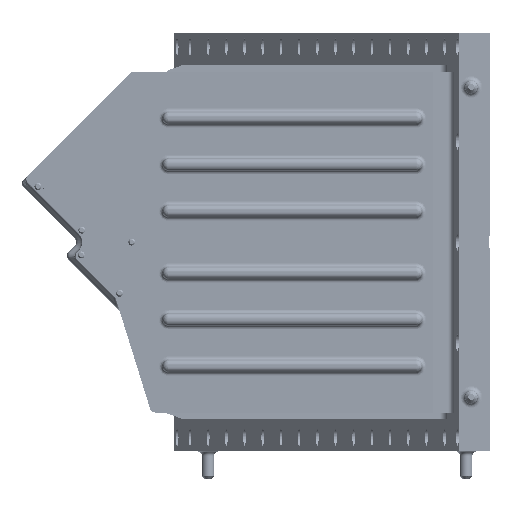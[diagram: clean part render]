
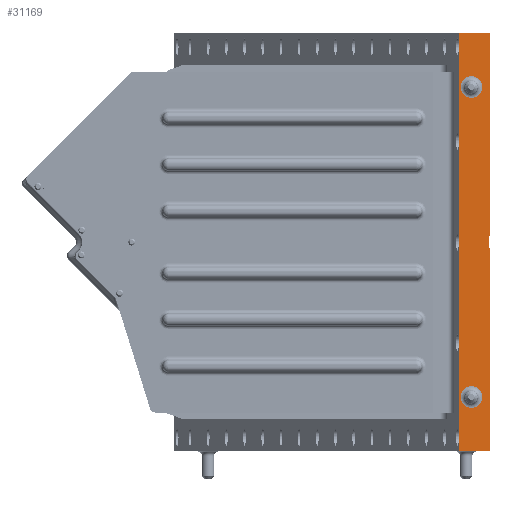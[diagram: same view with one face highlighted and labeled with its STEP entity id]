
A CAD part, front view. The second image highlights one B-rep face of the part: STEP entity #31169.
In plain terms, the highlighted planar face has unit normal (0, -1, 0).
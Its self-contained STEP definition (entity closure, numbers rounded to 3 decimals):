
#31074=AXIS2_PLACEMENT_3D('Plane Axis2P3D',#31071,#31072,#31073) ;
#31135=AXIS2_PLACEMENT_3D('Circle Axis2P3D',#31133,#31134,$) ;
#31144=AXIS2_PLACEMENT_3D('Circle Axis2P3D',#31142,#31143,$) ;
#31153=AXIS2_PLACEMENT_3D('Circle Axis2P3D',#31151,#31152,$) ;
#31162=AXIS2_PLACEMENT_3D('Circle Axis2P3D',#31160,#31161,$) ;
#8131=CARTESIAN_POINT('Line Origine',(250.477,-802.5,0.)) ;
#8135=CARTESIAN_POINT('Vertex',(250.477,-802.5,135.)) ;
#8137=CARTESIAN_POINT('Vertex',(250.477,-802.5,-135.)) ;
#31071=CARTESIAN_POINT('Axis2P3D Location',(250.477,-802.5,0.)) ;
#31076=CARTESIAN_POINT('Line Origine',(260.5,-802.5,135.)) ;
#31080=CARTESIAN_POINT('Vertex',(270.523,-802.5,135.)) ;
#31083=CARTESIAN_POINT('Line Origine',(260.5,-802.5,-135.)) ;
#31087=CARTESIAN_POINT('Vertex',(270.523,-802.5,-135.)) ;
#31090=CARTESIAN_POINT('Line Origine',(270.523,-802.5,-69.5)) ;
#31094=CARTESIAN_POINT('Vertex',(270.523,-802.5,-4.)) ;
#31097=CARTESIAN_POINT('Line Origine',(270.118,-802.5,-4.)) ;
#31101=CARTESIAN_POINT('Vertex',(269.713,-802.5,-4.)) ;
#31104=CARTESIAN_POINT('Line Origine',(269.713,-802.5,0.)) ;
#31108=CARTESIAN_POINT('Vertex',(269.713,-802.5,4.)) ;
#31111=CARTESIAN_POINT('Line Origine',(270.118,-802.5,4.)) ;
#31115=CARTESIAN_POINT('Vertex',(270.523,-802.5,4.)) ;
#31118=CARTESIAN_POINT('Line Origine',(270.523,-802.5,69.5)) ;
#31133=CARTESIAN_POINT('Axis2P3D Location',(258.523,-802.5,-100.)) ;
#31137=CARTESIAN_POINT('Vertex',(258.523,-802.5,-93.)) ;
#31139=CARTESIAN_POINT('Vertex',(258.523,-802.5,-107.)) ;
#31142=CARTESIAN_POINT('Axis2P3D Location',(258.523,-802.5,-100.)) ;
#31151=CARTESIAN_POINT('Axis2P3D Location',(258.523,-802.5,100.)) ;
#31155=CARTESIAN_POINT('Vertex',(258.523,-802.5,93.)) ;
#31157=CARTESIAN_POINT('Vertex',(258.523,-802.5,107.)) ;
#31160=CARTESIAN_POINT('Axis2P3D Location',(258.523,-802.5,100.)) ;
#8132=DIRECTION('Vector Direction',(0.,0.,1.)) ;
#31072=DIRECTION('Axis2P3D Direction',(0.,-1.,0.)) ;
#31073=DIRECTION('Axis2P3D XDirection',(1.,0.,0.)) ;
#31077=DIRECTION('Vector Direction',(1.,0.,0.)) ;
#31084=DIRECTION('Vector Direction',(1.,0.,0.)) ;
#31091=DIRECTION('Vector Direction',(0.,0.,-1.)) ;
#31098=DIRECTION('Vector Direction',(-1.,0.,0.)) ;
#31105=DIRECTION('Vector Direction',(0.,0.,1.)) ;
#31112=DIRECTION('Vector Direction',(-1.,0.,0.)) ;
#31119=DIRECTION('Vector Direction',(0.,0.,-1.)) ;
#31134=DIRECTION('Axis2P3D Direction',(0.,-1.,0.)) ;
#31143=DIRECTION('Axis2P3D Direction',(0.,-1.,0.)) ;
#31152=DIRECTION('Axis2P3D Direction',(0.,-1.,0.)) ;
#31161=DIRECTION('Axis2P3D Direction',(0.,-1.,0.)) ;
#8133=VECTOR('Line Direction',#8132,1.) ;
#31078=VECTOR('Line Direction',#31077,1.) ;
#31085=VECTOR('Line Direction',#31084,1.) ;
#31092=VECTOR('Line Direction',#31091,1.) ;
#31099=VECTOR('Line Direction',#31098,1.) ;
#31106=VECTOR('Line Direction',#31105,1.) ;
#31113=VECTOR('Line Direction',#31112,1.) ;
#31120=VECTOR('Line Direction',#31119,1.) ;
#31124=ORIENTED_EDGE('',*,*,#31082,.F.) ;
#31125=ORIENTED_EDGE('',*,*,#8139,.T.) ;
#31126=ORIENTED_EDGE('',*,*,#31089,.T.) ;
#31127=ORIENTED_EDGE('',*,*,#31096,.T.) ;
#31128=ORIENTED_EDGE('',*,*,#31103,.T.) ;
#31129=ORIENTED_EDGE('',*,*,#31110,.F.) ;
#31130=ORIENTED_EDGE('',*,*,#31117,.F.) ;
#31131=ORIENTED_EDGE('',*,*,#31122,.F.) ;
#31148=ORIENTED_EDGE('',*,*,#31141,.F.) ;
#31149=ORIENTED_EDGE('',*,*,#31146,.F.) ;
#31166=ORIENTED_EDGE('',*,*,#31159,.T.) ;
#31167=ORIENTED_EDGE('',*,*,#31164,.T.) ;
#31150=FACE_BOUND('',#31147,.T.) ;
#31168=FACE_BOUND('',#31165,.T.) ;
#31169=ADVANCED_FACE('PartBody',(#31132,#31150,#31168),#31075,.T.) ;
#31136=CIRCLE('generated circle',#31135,7.) ;
#31145=CIRCLE('generated circle',#31144,7.) ;
#31154=CIRCLE('generated circle',#31153,7.) ;
#31163=CIRCLE('generated circle',#31162,7.) ;
#8139=EDGE_CURVE('',#8136,#8138,#8134,.F.) ;
#31082=EDGE_CURVE('',#8136,#31081,#31079,.T.) ;
#31089=EDGE_CURVE('',#8138,#31088,#31086,.T.) ;
#31096=EDGE_CURVE('',#31088,#31095,#31093,.F.) ;
#31103=EDGE_CURVE('',#31095,#31102,#31100,.T.) ;
#31110=EDGE_CURVE('',#31109,#31102,#31107,.F.) ;
#31117=EDGE_CURVE('',#31116,#31109,#31114,.T.) ;
#31122=EDGE_CURVE('',#31081,#31116,#31121,.T.) ;
#31141=EDGE_CURVE('',#31138,#31140,#31136,.T.) ;
#31146=EDGE_CURVE('',#31140,#31138,#31145,.T.) ;
#31159=EDGE_CURVE('',#31156,#31158,#31154,.F.) ;
#31164=EDGE_CURVE('',#31158,#31156,#31163,.F.) ;
#31123=EDGE_LOOP('',(#31124,#31125,#31126,#31127,#31128,#31129,#31130,#31131)) ;
#31147=EDGE_LOOP('',(#31148,#31149)) ;
#31165=EDGE_LOOP('',(#31166,#31167)) ;
#31132=FACE_OUTER_BOUND('',#31123,.T.) ;
#8134=LINE('Line',#8131,#8133) ;
#31079=LINE('Line',#31076,#31078) ;
#31086=LINE('Line',#31083,#31085) ;
#31093=LINE('Line',#31090,#31092) ;
#31100=LINE('Line',#31097,#31099) ;
#31107=LINE('Line',#31104,#31106) ;
#31114=LINE('Line',#31111,#31113) ;
#31121=LINE('Line',#31118,#31120) ;
#31075=PLANE('',#31074) ;
#8136=VERTEX_POINT('',#8135) ;
#8138=VERTEX_POINT('',#8137) ;
#31081=VERTEX_POINT('',#31080) ;
#31088=VERTEX_POINT('',#31087) ;
#31095=VERTEX_POINT('',#31094) ;
#31102=VERTEX_POINT('',#31101) ;
#31109=VERTEX_POINT('',#31108) ;
#31116=VERTEX_POINT('',#31115) ;
#31138=VERTEX_POINT('',#31137) ;
#31140=VERTEX_POINT('',#31139) ;
#31156=VERTEX_POINT('',#31155) ;
#31158=VERTEX_POINT('',#31157) ;
